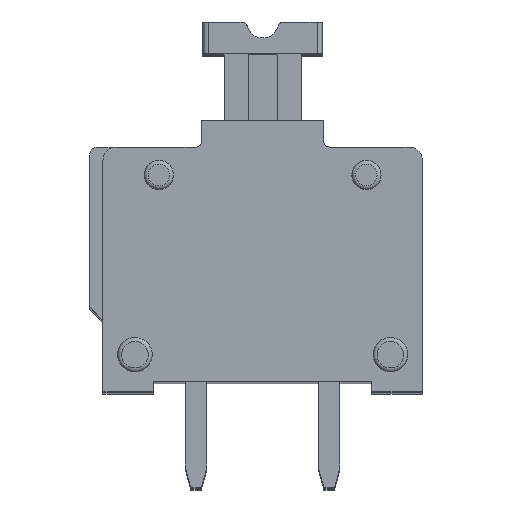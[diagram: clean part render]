
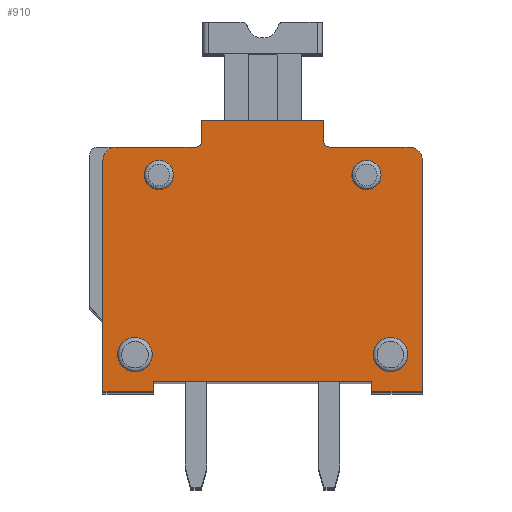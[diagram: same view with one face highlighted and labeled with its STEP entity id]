
A CAD part, top view. The second image highlights one B-rep face of the part: STEP entity #910.
In plain terms, the highlighted planar face has unit normal (0, 0, 1).
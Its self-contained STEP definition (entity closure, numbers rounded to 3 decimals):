
#910 = ADVANCED_FACE( '', ( #2089, #2090, #2091, #2092, #2093 ), #2094, .T. );
#2089 = FACE_OUTER_BOUND( '', #3579, .T. );
#2090 = FACE_BOUND( '', #3580, .T. );
#2091 = FACE_BOUND( '', #3581, .T. );
#2092 = FACE_BOUND( '', #3582, .T. );
#2093 = FACE_BOUND( '', #3583, .T. );
#2094 = PLANE( '', #3584 );
#3579 = EDGE_LOOP( '', ( #6028, #6029, #6030, #6031, #6032, #6033, #6034, #6035, #6036, #6037, #6038, #6039, #6040, #6041, #6042, #6043 ) );
#3580 = EDGE_LOOP( '', ( #6044 ) );
#3581 = EDGE_LOOP( '', ( #6045 ) );
#3582 = EDGE_LOOP( '', ( #6046 ) );
#3583 = EDGE_LOOP( '', ( #6047 ) );
#3584 = AXIS2_PLACEMENT_3D( '', #6048, #6049, #6050 );
#6028 = ORIENTED_EDGE( '', *, *, #9172, .T. );
#6029 = ORIENTED_EDGE( '', *, *, #9542, .T. );
#6030 = ORIENTED_EDGE( '', *, *, #9107, .F. );
#6031 = ORIENTED_EDGE( '', *, *, #9646, .F. );
#6032 = ORIENTED_EDGE( '', *, *, #9647, .F. );
#6033 = ORIENTED_EDGE( '', *, *, #9648, .T. );
#6034 = ORIENTED_EDGE( '', *, *, #9649, .F. );
#6035 = ORIENTED_EDGE( '', *, *, #9344, .F. );
#6036 = ORIENTED_EDGE( '', *, *, #8862, .T. );
#6037 = ORIENTED_EDGE( '', *, *, #9650, .T. );
#6038 = ORIENTED_EDGE( '', *, *, #9651, .T. );
#6039 = ORIENTED_EDGE( '', *, *, #9652, .T. );
#6040 = ORIENTED_EDGE( '', *, *, #9387, .T. );
#6041 = ORIENTED_EDGE( '', *, *, #9653, .F. );
#6042 = ORIENTED_EDGE( '', *, *, #9112, .T. );
#6043 = ORIENTED_EDGE( '', *, *, #9214, .F. );
#6044 = ORIENTED_EDGE( '', *, *, #9458, .F. );
#6045 = ORIENTED_EDGE( '', *, *, #9187, .F. );
#6046 = ORIENTED_EDGE( '', *, *, #9563, .F. );
#6047 = ORIENTED_EDGE( '', *, *, #9440, .F. );
#6048 = CARTESIAN_POINT( '', ( 5.954, 7.756, 3.5 ) );
#6049 = DIRECTION( '', ( 0., 0., 1. ) );
#6050 = DIRECTION( '', ( 1., 0., 0. ) );
#8862 = EDGE_CURVE( '', #10593, #10591, #10594, .T. );
#9107 = EDGE_CURVE( '', #11019, #11021, #11022, .T. );
#9112 = EDGE_CURVE( '', #11030, #11027, #11031, .T. );
#9172 = EDGE_CURVE( '', #11130, #11128, #11131, .T. );
#9187 = EDGE_CURVE( '', #11154, #11154, #11155, .T. );
#9214 = EDGE_CURVE( '', #11130, #11027, #11199, .T. );
#9344 = EDGE_CURVE( '', #10593, #11412, #11413, .T. );
#9387 = EDGE_CURVE( '', #11484, #11482, #11485, .T. );
#9440 = EDGE_CURVE( '', #11572, #11572, #11573, .T. );
#9458 = EDGE_CURVE( '', #11599, #11599, #11600, .T. );
#9542 = EDGE_CURVE( '', #11128, #11021, #11726, .T. );
#9563 = EDGE_CURVE( '', #11758, #11758, #11759, .T. );
#9646 = EDGE_CURVE( '', #11893, #11019, #11894, .T. );
#9647 = EDGE_CURVE( '', #11895, #11893, #11896, .T. );
#9648 = EDGE_CURVE( '', #11895, #11897, #11898, .T. );
#9649 = EDGE_CURVE( '', #11412, #11897, #11899, .T. );
#9650 = EDGE_CURVE( '', #10591, #11900, #11901, .T. );
#9651 = EDGE_CURVE( '', #11900, #11902, #11903, .T. );
#9652 = EDGE_CURVE( '', #11902, #11484, #11904, .T. );
#9653 = EDGE_CURVE( '', #11030, #11482, #11905, .T. );
#10591 = VERTEX_POINT( '', #13114 );
#10593 = VERTEX_POINT( '', #13117 );
#10594 = LINE( '', #13118, #13119 );
#11019 = VERTEX_POINT( '', #13863 );
#11021 = VERTEX_POINT( '', #13866 );
#11022 = LINE( '', #13867, #13868 );
#11027 = VERTEX_POINT( '', #13875 );
#11030 = VERTEX_POINT( '', #13879 );
#11031 = LINE( '', #13880, #13881 );
#11128 = VERTEX_POINT( '', #14057 );
#11130 = VERTEX_POINT( '', #14060 );
#11131 = LINE( '', #14061, #14062 );
#11154 = VERTEX_POINT( '', #14093 );
#11155 = CIRCLE( '', #14094, 0.55 );
#11199 = CIRCLE( '', #14154, 0.5 );
#11412 = VERTEX_POINT( '', #14452 );
#11413 = CIRCLE( '', #14453, 0.5 );
#11482 = VERTEX_POINT( '', #14551 );
#11484 = VERTEX_POINT( '', #14554 );
#11485 = LINE( '', #14555, #14556 );
#11572 = VERTEX_POINT( '', #14677 );
#11573 = CIRCLE( '', #14678, 0.55 );
#11599 = VERTEX_POINT( '', #14716 );
#11600 = CIRCLE( '', #14717, 0.65 );
#11726 = LINE( '', #14898, #14899 );
#11758 = VERTEX_POINT( '', #14943 );
#11759 = CIRCLE( '', #14944, 0.65 );
#11893 = VERTEX_POINT( '', #15126 );
#11894 = LINE( '', #15127, #15128 );
#11895 = VERTEX_POINT( '', #15129 );
#11896 = LINE( '', #15130, #15131 );
#11897 = VERTEX_POINT( '', #15132 );
#11898 = LINE( '', #15133, #15134 );
#11899 = LINE( '', #15135, #15136 );
#11900 = VERTEX_POINT( '', #15137 );
#11901 = CIRCLE( '', #15138, 0.2 );
#11902 = VERTEX_POINT( '', #15139 );
#11903 = LINE( '', #15140, #15141 );
#11904 = LINE( '', #15142, #15143 );
#11905 = CIRCLE( '', #15144, 0.2 );
#13114 = CARTESIAN_POINT( '', ( 8.5, 9.2, 3.5 ) );
#13117 = CARTESIAN_POINT( '', ( 11.5, 9.2, 3.5 ) );
#13118 = CARTESIAN_POINT( '', ( 7.771, 9.2, 3.5 ) );
#13119 = VECTOR( '', #16728, 1000. );
#13863 = CARTESIAN_POINT( '', ( 1.9, 0.4, 3.5 ) );
#13866 = CARTESIAN_POINT( '', ( 1.9, 0., 3.5 ) );
#13867 = CARTESIAN_POINT( '', ( 1.9, 7.285, 3.5 ) );
#13868 = VECTOR( '', #16977, 1000. );
#13875 = CARTESIAN_POINT( '', ( 0.5, 9.2, 3.5 ) );
#13879 = CARTESIAN_POINT( '', ( 3.5, 9.2, 3.5 ) );
#13880 = CARTESIAN_POINT( '', ( 7.771, 9.2, 3.5 ) );
#13881 = VECTOR( '', #16981, 1000. );
#14057 = CARTESIAN_POINT( '', ( 0., 0., 3.5 ) );
#14060 = CARTESIAN_POINT( '', ( 0., 8.7, 3.5 ) );
#14061 = CARTESIAN_POINT( '', ( 0., 7.285, 3.5 ) );
#14062 = VECTOR( '', #17047, 1000. );
#14093 = CARTESIAN_POINT( '', ( 2.65, 8.15, 3.5 ) );
#14094 = AXIS2_PLACEMENT_3D( '', #17065, #17066, #17067 );
#14154 = AXIS2_PLACEMENT_3D( '', #17096, #17097, #17098 );
#14452 = CARTESIAN_POINT( '', ( 12., 8.7, 3.5 ) );
#14453 = AXIS2_PLACEMENT_3D( '', #17244, #17245, #17246 );
#14551 = CARTESIAN_POINT( '', ( 3.7, 9.4, 3.5 ) );
#14554 = CARTESIAN_POINT( '', ( 3.7, 10.2, 3.5 ) );
#14555 = CARTESIAN_POINT( '', ( 3.7, 7.285, 3.5 ) );
#14556 = VECTOR( '', #17283, 1000. );
#14677 = CARTESIAN_POINT( '', ( 10.45, 8.15, 3.5 ) );
#14678 = AXIS2_PLACEMENT_3D( '', #17345, #17346, #17347 );
#14716 = CARTESIAN_POINT( '', ( 1.85, 1.4, 3.5 ) );
#14717 = AXIS2_PLACEMENT_3D( '', #17360, #17361, #17362 );
#14898 = CARTESIAN_POINT( '', ( 7.771, 0., 3.5 ) );
#14899 = VECTOR( '', #17442, 1000. );
#14943 = CARTESIAN_POINT( '', ( 11.45, 1.4, 3.5 ) );
#14944 = AXIS2_PLACEMENT_3D( '', #17470, #17471, #17472 );
#15126 = CARTESIAN_POINT( '', ( 10.1, 0.4, 3.5 ) );
#15127 = CARTESIAN_POINT( '', ( 7.771, 0.4, 3.5 ) );
#15128 = VECTOR( '', #17566, 1000. );
#15129 = CARTESIAN_POINT( '', ( 10.1, 0., 3.5 ) );
#15130 = CARTESIAN_POINT( '', ( 10.1, 7.285, 3.5 ) );
#15131 = VECTOR( '', #17567, 1000. );
#15132 = CARTESIAN_POINT( '', ( 12., 0., 3.5 ) );
#15133 = CARTESIAN_POINT( '', ( 7.771, 0., 3.5 ) );
#15134 = VECTOR( '', #17568, 1000. );
#15135 = CARTESIAN_POINT( '', ( 12., 7.285, 3.5 ) );
#15136 = VECTOR( '', #17569, 1000. );
#15137 = CARTESIAN_POINT( '', ( 8.3, 9.4, 3.5 ) );
#15138 = AXIS2_PLACEMENT_3D( '', #17570, #17571, #17572 );
#15139 = CARTESIAN_POINT( '', ( 8.3, 10.2, 3.5 ) );
#15140 = CARTESIAN_POINT( '', ( 8.3, 7.285, 3.5 ) );
#15141 = VECTOR( '', #17573, 1000. );
#15142 = CARTESIAN_POINT( '', ( 7.771, 10.2, 3.5 ) );
#15143 = VECTOR( '', #17574, 1000. );
#15144 = AXIS2_PLACEMENT_3D( '', #17575, #17576, #17577 );
#16728 = DIRECTION( '', ( -1., 0., 0. ) );
#16977 = DIRECTION( '', ( 0., -1., 0. ) );
#16981 = DIRECTION( '', ( -1., 0., 0. ) );
#17047 = DIRECTION( '', ( 0., -1., 0. ) );
#17065 = CARTESIAN_POINT( '', ( 2.1, 8.15, 3.5 ) );
#17066 = DIRECTION( '', ( 0., 0., 1. ) );
#17067 = DIRECTION( '', ( 1., 0., 0. ) );
#17096 = CARTESIAN_POINT( '', ( 0.5, 8.7, 3.5 ) );
#17097 = DIRECTION( '', ( 0., 0., -1. ) );
#17098 = DIRECTION( '', ( -1., 0., 0. ) );
#17244 = CARTESIAN_POINT( '', ( 11.5, 8.7, 3.5 ) );
#17245 = DIRECTION( '', ( 0., 0., -1. ) );
#17246 = DIRECTION( '', ( -1., 0., 0. ) );
#17283 = DIRECTION( '', ( 0., -1., 0. ) );
#17345 = CARTESIAN_POINT( '', ( 9.9, 8.15, 3.5 ) );
#17346 = DIRECTION( '', ( 0., 0., 1. ) );
#17347 = DIRECTION( '', ( 1., 0., 0. ) );
#17360 = CARTESIAN_POINT( '', ( 1.2, 1.4, 3.5 ) );
#17361 = DIRECTION( '', ( 0., 0., 1. ) );
#17362 = DIRECTION( '', ( 1., 0., 0. ) );
#17442 = DIRECTION( '', ( 1., 0., 0. ) );
#17470 = CARTESIAN_POINT( '', ( 10.8, 1.4, 3.5 ) );
#17471 = DIRECTION( '', ( 0., 0., 1. ) );
#17472 = DIRECTION( '', ( 1., 0., 0. ) );
#17566 = DIRECTION( '', ( -1., 0., 0. ) );
#17567 = DIRECTION( '', ( 0., 1., 0. ) );
#17568 = DIRECTION( '', ( 1., 0., 0. ) );
#17569 = DIRECTION( '', ( 0., -1., 0. ) );
#17570 = CARTESIAN_POINT( '', ( 8.5, 9.4, 3.5 ) );
#17571 = DIRECTION( '', ( 0., 0., -1. ) );
#17572 = DIRECTION( '', ( -1., 0., 0. ) );
#17573 = DIRECTION( '', ( 0., 1., 0. ) );
#17574 = DIRECTION( '', ( -1., 0., 0. ) );
#17575 = CARTESIAN_POINT( '', ( 3.5, 9.4, 3.5 ) );
#17576 = DIRECTION( '', ( 0., 0., 1. ) );
#17577 = DIRECTION( '', ( 1., 0., 0. ) );
